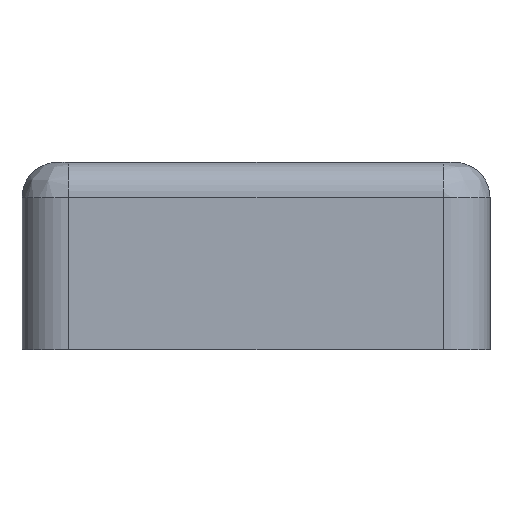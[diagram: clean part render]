
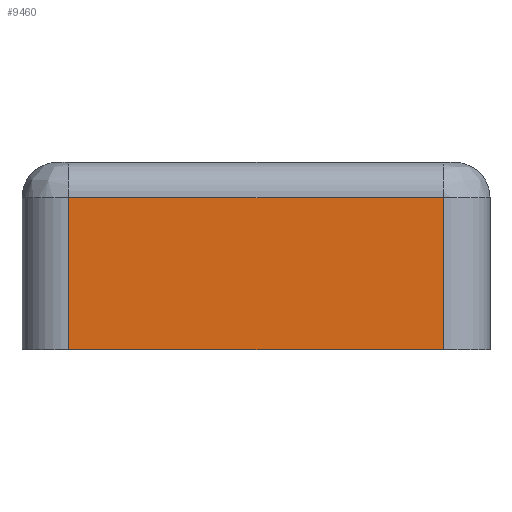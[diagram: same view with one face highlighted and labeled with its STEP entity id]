
A CAD part, left-side view. The second image highlights one B-rep face of the part: STEP entity #9460.
In plain terms, the highlighted planar face has unit normal (-1, 0, 0).
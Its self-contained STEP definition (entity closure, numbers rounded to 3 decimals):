
#427 = VECTOR ( 'NONE', #6131, 1000. ) ;
#662 = PLANE ( 'NONE',  #10393 ) ;
#691 = LINE ( 'NONE', #6169, #2874 ) ;
#812 = CARTESIAN_POINT ( 'NONE',  ( -40., -16., 0. ) ) ;
#1144 = DIRECTION ( 'NONE',  ( 0., 0., -1. ) ) ;
#1451 = CARTESIAN_POINT ( 'NONE',  ( -40., -20., 16. ) ) ;
#1551 = VERTEX_POINT ( 'NONE', #9354 ) ;
#1573 = VERTEX_POINT ( 'NONE', #812 ) ;
#1857 = ORIENTED_EDGE ( 'NONE', *, *, #10133, .F. ) ;
#2849 = ORIENTED_EDGE ( 'NONE', *, *, #3756, .F. ) ;
#2874 = VECTOR ( 'NONE', #6330, 1000. ) ;
#3134 = DIRECTION ( 'NONE',  ( 0., -1., 0. ) ) ;
#3200 = CARTESIAN_POINT ( 'NONE',  ( -40., -20., 13. ) ) ;
#3285 = DIRECTION ( 'NONE',  ( 1., 0., 0. ) ) ;
#3626 = VERTEX_POINT ( 'NONE', #6794 ) ;
#3756 = EDGE_CURVE ( 'NONE', #1573, #1551, #691, .T. ) ;
#3798 = EDGE_CURVE ( 'NONE', #3626, #1573, #9190, .T. ) ;
#4498 = VECTOR ( 'NONE', #3134, 1000. ) ;
#4832 = ORIENTED_EDGE ( 'NONE', *, *, #3798, .F. ) ;
#5315 = CARTESIAN_POINT ( 'NONE',  ( -40., 16., 13. ) ) ;
#5526 = ORIENTED_EDGE ( 'NONE', *, *, #6876, .F. ) ;
#6061 = VECTOR ( 'NONE', #9397, 1000. ) ;
#6131 = DIRECTION ( 'NONE',  ( 0., 0., -1. ) ) ;
#6169 = CARTESIAN_POINT ( 'NONE',  ( -40., -20., 0. ) ) ;
#6215 = CARTESIAN_POINT ( 'NONE',  ( -40., -16., 16. ) ) ;
#6330 = DIRECTION ( 'NONE',  ( 0., 1., 0. ) ) ;
#6794 = CARTESIAN_POINT ( 'NONE',  ( -40., -16., 13. ) ) ;
#6876 = EDGE_CURVE ( 'NONE', #1551, #10039, #8297, .T. ) ;
#8297 = LINE ( 'NONE', #8729, #6061 ) ;
#8729 = CARTESIAN_POINT ( 'NONE',  ( -40., 16., 16. ) ) ;
#8830 = LINE ( 'NONE', #3200, #4498 ) ;
#9190 = LINE ( 'NONE', #6215, #427 ) ;
#9354 = CARTESIAN_POINT ( 'NONE',  ( -40., 16., 0. ) ) ;
#9397 = DIRECTION ( 'NONE',  ( 0., 0., 1. ) ) ;
#9460 = ADVANCED_FACE ( 'NONE', ( #10326 ), #662, .F. ) ;
#10039 = VERTEX_POINT ( 'NONE', #5315 ) ;
#10064 = EDGE_LOOP ( 'NONE', ( #1857, #5526, #2849, #4832 ) ) ;
#10133 = EDGE_CURVE ( 'NONE', #10039, #3626, #8830, .T. ) ;
#10326 = FACE_OUTER_BOUND ( 'NONE', #10064, .T. ) ;
#10393 = AXIS2_PLACEMENT_3D ( 'NONE', #1451, #3285, #1144 ) ;
